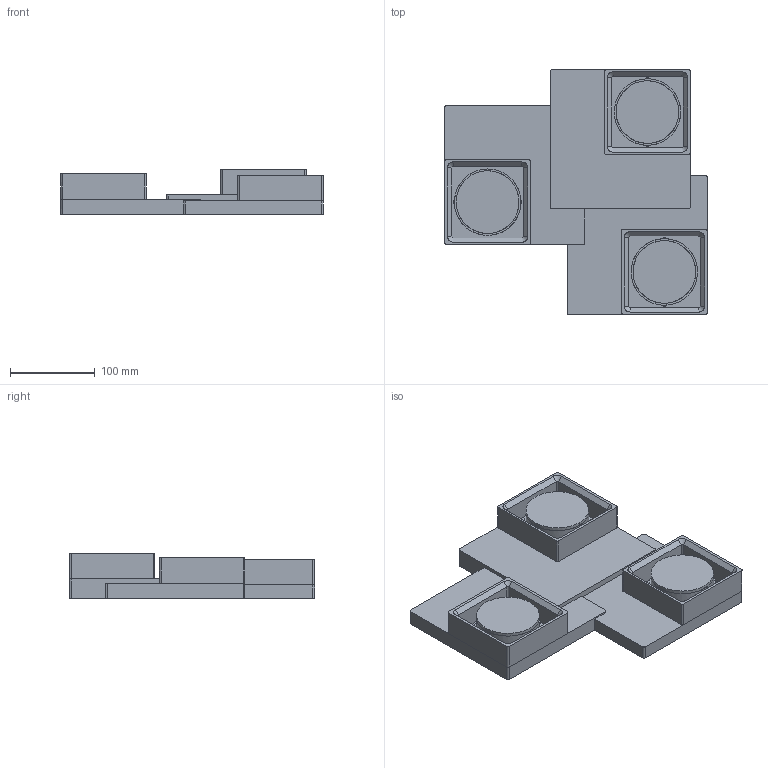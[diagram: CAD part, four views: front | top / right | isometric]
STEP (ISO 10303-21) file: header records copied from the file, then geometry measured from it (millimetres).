
FILE_DESCRIPTION(/* description */ (''),/* implementation_level */ '2;1');
FILE_NAME(/* name */ 'T377_S~1',/* time_stamp */ '2022-03-25T12:26:59+01:00',/* author */ (''),/* organization */ (''),/* preprocessor_version */ 'ST-DEVELOPER v16.5',/* originating_system */ '',/* authorisation */ '');
FILE_SCHEMA (('AUTOMOTIVE_DESIGN'));
Length unit declared in the file: millimetre
Products named in the file (1): Document
Bounding box: 310 x 290 x 53 mm (x, y, z)
Volume: 1230628.1 mm3; surface area: 374911.4 mm2
Topology: 31 solids, 31 shells, 688 faces, 1629 edges, 1063 vertices
Faces by surface type: bspline 403, plane 285
Entity records: 21352 total; most frequent: CARTESIAN_POINT 11173, ORIENTED_EDGE 3258, EDGE_CURVE 1629, VERTEX_POINT 1063, EDGE_LOOP 850, ADVANCED_FACE 688, FACE_OUTER_BOUND 688, B_SPLINE_CURVE_WITH_KNOTS 610
